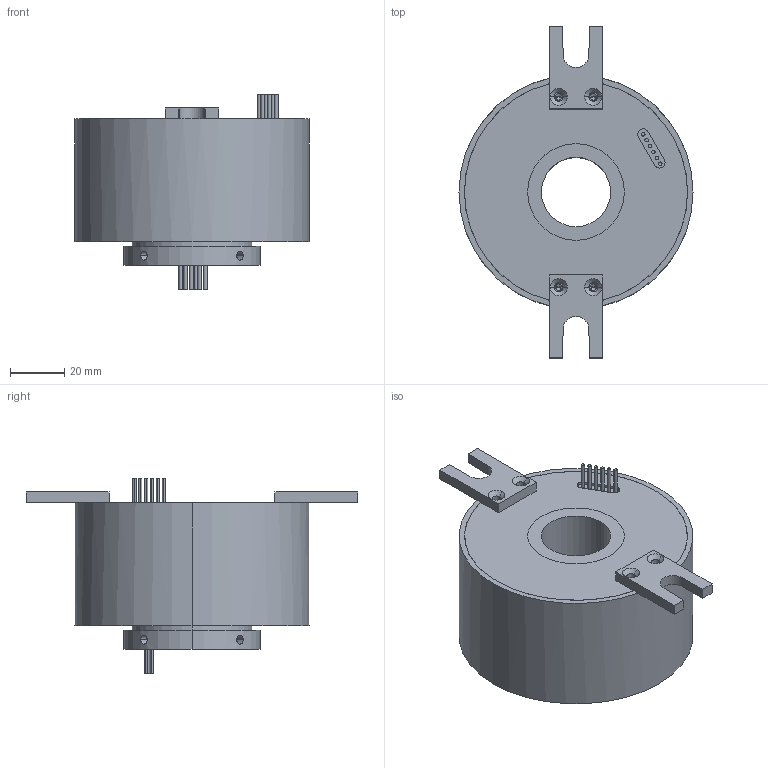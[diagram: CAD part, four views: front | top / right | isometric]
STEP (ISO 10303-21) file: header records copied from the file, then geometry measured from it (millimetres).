
FILE_DESCRIPTION (( 'STEP AP203' ), '1' );
FILE_NAME ('MT2586-S06.STEP', '2020-07-16T01:10:03', ( 'gongcheng1' ), ( '' ), 'SwSTEP 2.0', 'SolidWorks 2014', '' );
FILE_SCHEMA (( 'CONFIG_CONTROL_DESIGN' ));
Length unit declared in the file: millimetre
Products named in the file (1): MT2586-S06
Bounding box: 86 x 122 x 71.8 mm (x, y, z)
Volume: 254281.5 mm3; surface area: 39018.5 mm2
Topology: 1 solids, 1 shells, 158 faces, 398 edges, 252 vertices
Faces by surface type: cylinder 86, plane 56, cone 16
Entity records: 5447 total; most frequent: CARTESIAN_POINT 1489, DIRECTION 844, ORIENTED_EDGE 780, EDGE_CURVE 390, AXIS2_PLACEMENT_3D 335, VERTEX_POINT 252, EDGE_LOOP 198, CIRCLE 176
